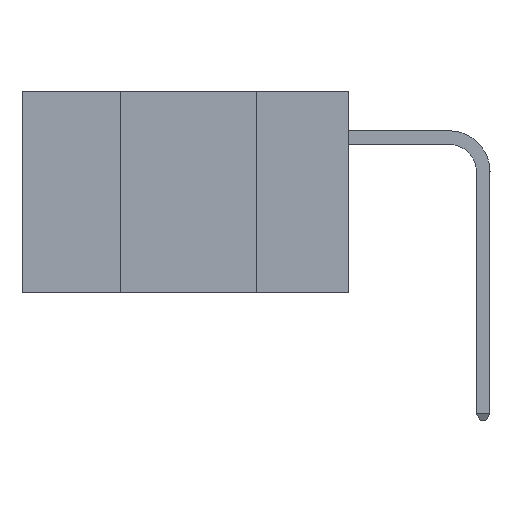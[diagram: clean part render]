
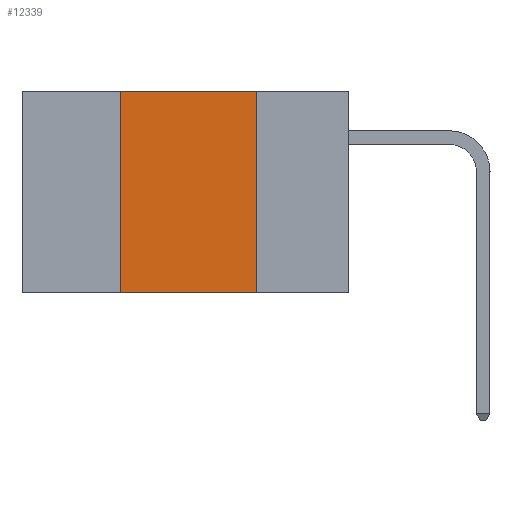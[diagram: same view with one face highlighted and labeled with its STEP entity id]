
A CAD part, left-side view. The second image highlights one B-rep face of the part: STEP entity #12339.
In plain terms, the highlighted planar face has unit normal (-1, 0, 0).
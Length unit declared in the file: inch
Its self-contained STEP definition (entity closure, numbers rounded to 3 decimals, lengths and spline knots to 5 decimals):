
#595 = CARTESIAN_POINT ( 'NONE',  ( 0., 0.6, 0. ) ) ;
#2162 = EDGE_CURVE ( 'NONE', #6190, #2763, #12814, .T. ) ;
#2332 = CARTESIAN_POINT ( 'NONE',  ( 0., 0.6, 0. ) ) ;
#2763 = VERTEX_POINT ( 'NONE', #15786 ) ;
#3335 = VERTEX_POINT ( 'NONE', #10613 ) ;
#3418 = LINE ( 'NONE', #12875, #9850 ) ;
#3675 = PLANE ( 'NONE',  #5159 ) ;
#3683 = VECTOR ( 'NONE', #10980, 39.37008 ) ;
#3816 = VERTEX_POINT ( 'NONE', #15574 ) ;
#5159 = AXIS2_PLACEMENT_3D ( 'NONE', #2332, #7581, #16129 ) ;
#6190 = VERTEX_POINT ( 'NONE', #8928 ) ;
#6299 = ORIENTED_EDGE ( 'NONE', *, *, #9878, .T. ) ;
#6771 = LINE ( 'NONE', #8973, #9756 ) ;
#7182 = ORIENTED_EDGE ( 'NONE', *, *, #2162, .F. ) ;
#7218 = ORIENTED_EDGE ( 'NONE', *, *, #14135, .F. ) ;
#7283 = ORIENTED_EDGE ( 'NONE', *, *, #15623, .F. ) ;
#7581 = DIRECTION ( 'NONE',  ( 1., 0., 0. ) ) ;
#8743 = CARTESIAN_POINT ( 'NONE',  ( 0., 0.17, 0. ) ) ;
#8928 = CARTESIAN_POINT ( 'NONE',  ( 0., 0.17, 0. ) ) ;
#8973 = CARTESIAN_POINT ( 'NONE',  ( 0., 0.6, -0.37 ) ) ;
#9468 = FACE_OUTER_BOUND ( 'NONE', #12772, .T. ) ;
#9756 = VECTOR ( 'NONE', #15044, 39.37008 ) ;
#9850 = VECTOR ( 'NONE', #14054, 39.37008 ) ;
#9878 = EDGE_CURVE ( 'NONE', #3335, #2763, #6771, .T. ) ;
#10613 = CARTESIAN_POINT ( 'NONE',  ( 0., 0.42, -0.37 ) ) ;
#10980 = DIRECTION ( 'NONE',  ( 0., -1., 0. ) ) ;
#12339 = ADVANCED_FACE ( 'NONE', ( #9468 ), #3675, .F. ) ;
#12772 = EDGE_LOOP ( 'NONE', ( #7182, #7218, #7283, #6299 ) ) ;
#12814 = LINE ( 'NONE', #8743, #15588 ) ;
#12875 = CARTESIAN_POINT ( 'NONE',  ( 0., 0.42, 0. ) ) ;
#13363 = LINE ( 'NONE', #595, #3683 ) ;
#14054 = DIRECTION ( 'NONE',  ( 0., 0., 1. ) ) ;
#14135 = EDGE_CURVE ( 'NONE', #3816, #6190, #13363, .T. ) ;
#15044 = DIRECTION ( 'NONE',  ( 0., -1., 0. ) ) ;
#15574 = CARTESIAN_POINT ( 'NONE',  ( 0., 0.42, 0. ) ) ;
#15588 = VECTOR ( 'NONE', #16368, 39.37008 ) ;
#15623 = EDGE_CURVE ( 'NONE', #3335, #3816, #3418, .T. ) ;
#15786 = CARTESIAN_POINT ( 'NONE',  ( 0., 0.17, -0.37 ) ) ;
#16129 = DIRECTION ( 'NONE',  ( 0., 0., -1. ) ) ;
#16368 = DIRECTION ( 'NONE',  ( 0., 0., -1. ) ) ;
